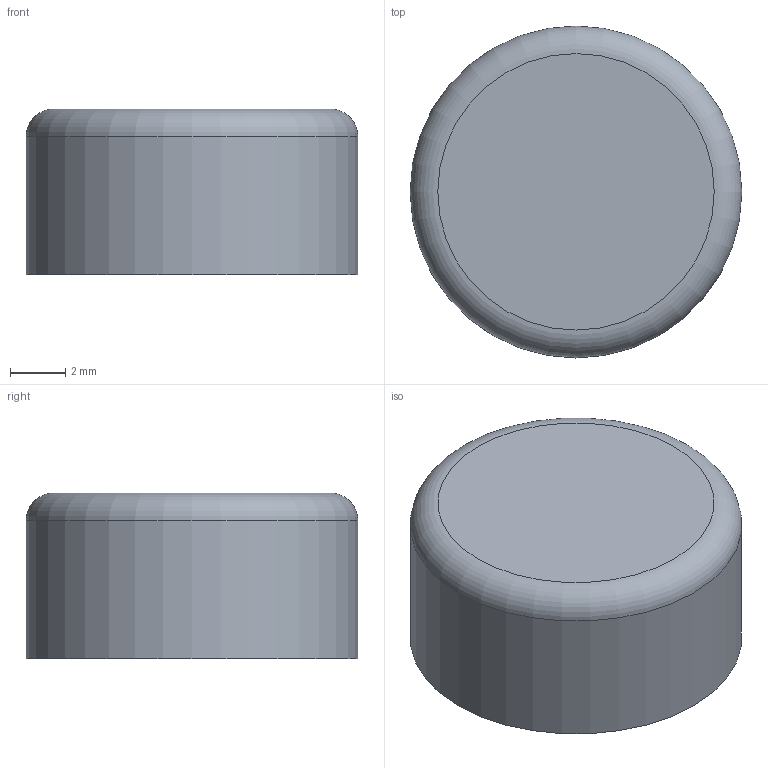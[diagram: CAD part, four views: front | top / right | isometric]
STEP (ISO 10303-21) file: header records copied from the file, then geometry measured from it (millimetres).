
FILE_DESCRIPTION(/* description */ ('','CAx-IF Rec.Pracs.---Representation and Presentation of Product Manufacturing Information (PMI)---4.0---2014-10-13'),/* implementation_level */ '2;1');
FILE_NAME(/* name */ 'bubble level 12mm.step',/* time_stamp */ '2025-03-03T18:01:46+01:00',/* author */ (''),/* organization */ (''),/* preprocessor_version */ 'ST-DEVELOPER v20',/* originating_system */ 'Autodesk Translation Framework v13.20.0.188',/* authorisation */ '');
FILE_SCHEMA (('AP242_MANAGED_MODEL_BASED_3D_ENGINEERING_MIM_LF { 1 0 10303 442 1 1 4 }'));
Length unit declared in the file: millimetre
Products named in the file (1): bubble level
Bounding box: 12 x 12 x 6 mm (x, y, z)
Volume: 665.6 mm3; surface area: 717.3 mm2
Topology: 2 solids, 3 shells, 10 faces, 15 edges, 10 vertices
Faces by surface type: plane 5, cylinder 3, torus 1, sphere 1
Full cylindrical faces by diameter (mm): 9.9 x1, 10 x1, 12 x1
Entity records: 263 total; most frequent: DIRECTION 45, CARTESIAN_POINT 34, ORIENTED_EDGE 26, AXIS2_PLACEMENT_3D 21, EDGE_CURVE 13, EDGE_LOOP 11, FACE_OUTER_BOUND 10, CIRCLE 10
